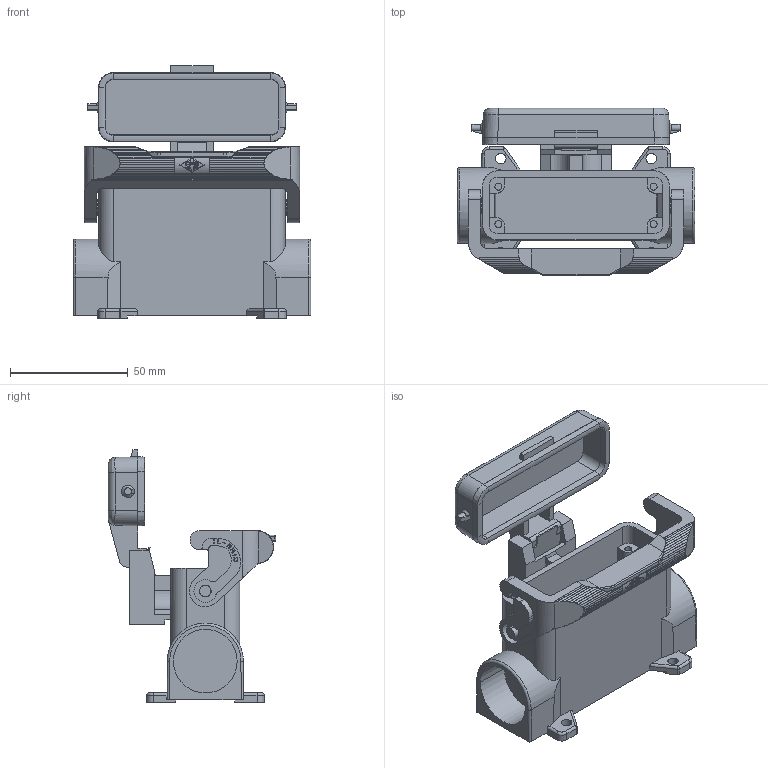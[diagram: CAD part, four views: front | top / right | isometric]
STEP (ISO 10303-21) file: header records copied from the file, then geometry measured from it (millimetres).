
FILE_DESCRIPTION(('Creo Elements/Direct Modeling STEP Export'),'2;1');
FILE_NAME('0ln7tug4lekndvt1328','2018-10-29T 9:29:47',(''),(''),'PTC Creo Elements/Direct Modeling STEP processor for AP214 (Solid Model)','PTC Creo Elements/Direct Modeling 19.0E 27-Jun-2016 (C) Parametric Technology GmbH','');
FILE_SCHEMA(('AUTOMOTIVE_DESIGN { 1 0 10303 214 1 1 1 1 }'));
Length unit declared in the file: millimetre
Products named in the file (2): CZAP_25_LS21
Assembly tree (1 placements, depth 2):
  CZAP_25_LS21
    CZAP_25_LS21
Bounding box: 101 x 71.3 x 107.4 mm (x, y, z)
Volume: 86608.5 mm3; surface area: 56503.9 mm2
Topology: 1 solids, 5 shells, 849 faces, 2352 edges, 1560 vertices
Faces by surface type: plane 591, cylinder 215, cone 18, torus 17, sphere 4, bspline 4
Entity records: 37194 total; most frequent: CARTESIAN_POINT 9719, ORIENTED_EDGE 4696, DIRECTION 4219, EDGE_CURVE 2348, VECTOR 1767, LINE 1767, VERTEX_POINT 1560, AXIS2_PLACEMENT_3D 1226
